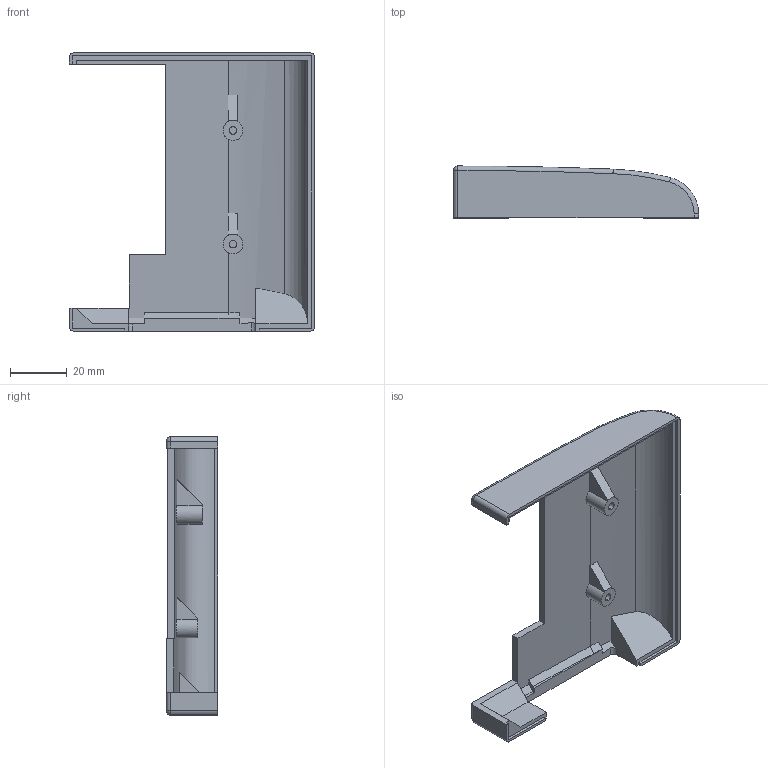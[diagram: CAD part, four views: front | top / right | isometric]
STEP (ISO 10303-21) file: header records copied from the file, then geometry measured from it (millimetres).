
FILE_DESCRIPTION (( 'STEP AP214' ), '1' );
FILE_NAME ('BNCtoSCART Shell Top - Rev3.STEP', '2025-03-15T11:44:40', ( '' ), ( '' ), 'SwSTEP 2.0', 'SolidWorks 2020', '' );
FILE_SCHEMA (( 'AUTOMOTIVE_DESIGN' ));
Length unit declared in the file: millimetre
Products named in the file (1): BNCtoSCART Shell Top - Rev3
Bounding box: 86.36 x 18.16 x 98 mm (x, y, z)
Volume: 23292.8 mm3; surface area: 18525.2 mm2
Topology: 1 solids, 1 shells, 185 faces, 498 edges, 326 vertices
Faces by surface type: plane 104, bspline 42, cylinder 27, torus 6, cone 4, sphere 2
Entity records: 8035 total; most frequent: CARTESIAN_POINT 3676, ORIENTED_EDGE 988, DIRECTION 748, EDGE_CURVE 494, VERTEX_POINT 324, VECTOR 298, LINE 298, AXIS2_PLACEMENT_3D 225
